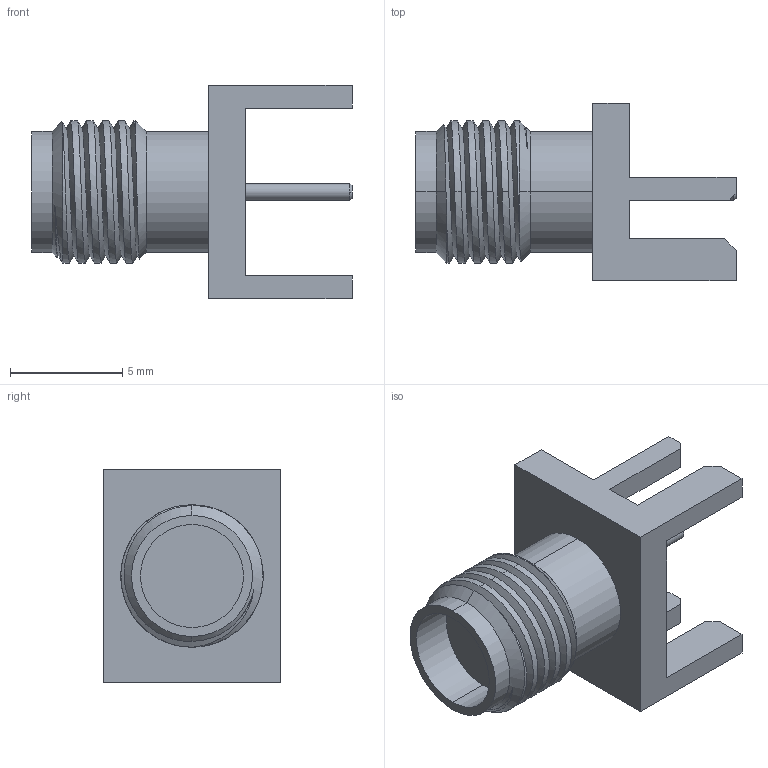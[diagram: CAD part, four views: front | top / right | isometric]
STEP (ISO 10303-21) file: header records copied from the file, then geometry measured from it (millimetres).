
FILE_DESCRIPTION (( 'STEP AP214' ), '1' );
FILE_NAME ('FMCN5205_3D.step', '2024-07-31T17:09:36', ( '' ), ( '' ), 'SwSTEP 2.0', 'SolidWorks 2022', '' );
FILE_SCHEMA (( 'AUTOMOTIVE_DESIGN' ));
Length unit declared in the file: inch
Products named in the file (1): FMCN5205_3D
Bounding box: 14.28 x 7.92 x 9.52 mm (x, y, z)
Volume: 328.5 mm3; surface area: 552 mm2
Topology: 1 solids, 1 shells, 62 faces, 157 edges, 103 vertices
Faces by surface type: plane 30, cylinder 23, cone 7, bspline 2
Entity records: 2530 total; most frequent: CARTESIAN_POINT 1048, ORIENTED_EDGE 314, DIRECTION 282, EDGE_CURVE 157, VERTEX_POINT 103, AXIS2_PLACEMENT_3D 94, LINE 94, VECTOR 94
